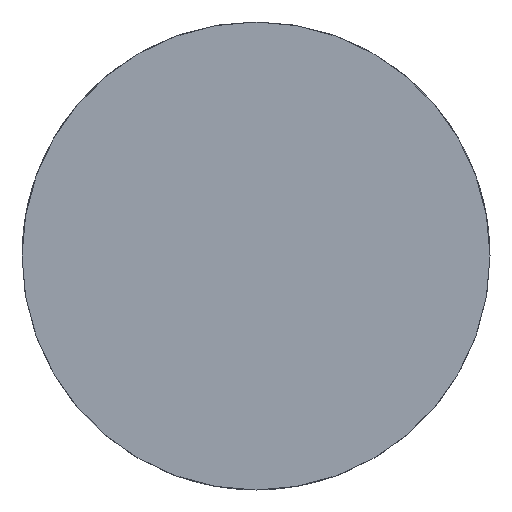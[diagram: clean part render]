
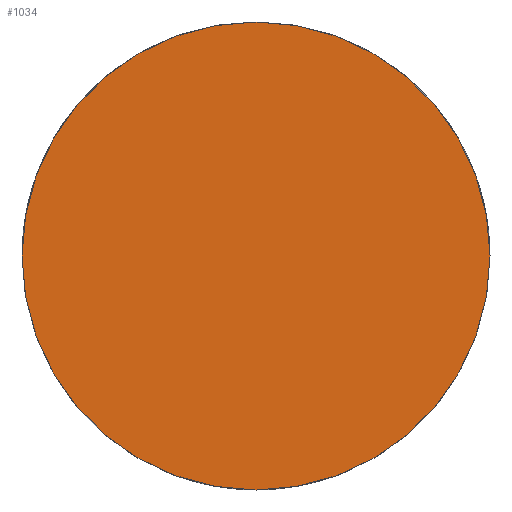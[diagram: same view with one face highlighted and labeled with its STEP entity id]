
A CAD part, front view. The second image highlights one B-rep face of the part: STEP entity #1034.
In plain terms, the highlighted planar face has unit normal (0, -1, 0).
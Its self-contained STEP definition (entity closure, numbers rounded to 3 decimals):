
#367=CARTESIAN_POINT('',(0.,0.,0.));
#368=DIRECTION('',(0.,1.,0.));
#369=DIRECTION('',(1.,0.,0.));
#370=AXIS2_PLACEMENT_3D('',#367,#368,#369);
#372=CARTESIAN_POINT('',(0.,0.,0.));
#373=DIRECTION('',(0.,1.,0.));
#374=DIRECTION('',(-1.,0.,0.));
#375=AXIS2_PLACEMENT_3D('',#372,#373,#374);
#377=CARTESIAN_POINT('',(175.,0.,0.));
#378=CARTESIAN_POINT('',(-175.,0.,0.));
#379=VERTEX_POINT('',#377);
#380=VERTEX_POINT('',#378);
#1025=CARTESIAN_POINT('',(0.,0.,0.));
#1026=DIRECTION('',(0.,1.,0.));
#1027=DIRECTION('',(1.,0.,0.));
#1028=AXIS2_PLACEMENT_3D('',#1025,#1026,#1027);
#1029=PLANE('',#1028);
#1030=ORIENTED_EDGE('',*,*,#867,.T.);
#1031=ORIENTED_EDGE('',*,*,#572,.T.);
#1032=EDGE_LOOP('',(#1030,#1031));
#1033=FACE_OUTER_BOUND('',#1032,.F.);
#1034=ADVANCED_FACE('',(#1033),#1029,.F.);
#371=CIRCLE('',#370,175.);
#376=CIRCLE('',#375,175.);
#572=EDGE_CURVE('',#380,#379,#376,.T.);
#867=EDGE_CURVE('',#379,#380,#371,.T.);
